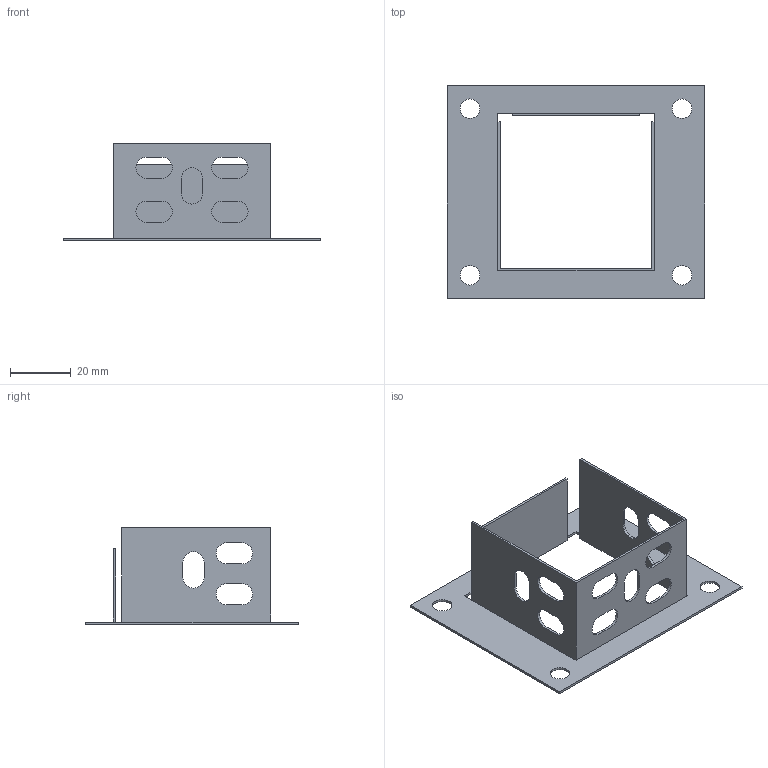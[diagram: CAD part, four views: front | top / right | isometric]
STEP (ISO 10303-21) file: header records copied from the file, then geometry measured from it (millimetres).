
FILE_DESCRIPTION (( 'STEP AP203' ), '1' );
FILE_NAME ('CLP1CF-050-050-M-HDZ Ñîåäèíèòåëüíûé ôëàíåö 50õ50 IEK HDZ.STEP', '2016-02-05T09:06:24', ( '' ), ( '' ), 'SwSTEP 2.0', 'SolidWorks 2014', '' );
FILE_SCHEMA (( 'CONFIG_CONTROL_DESIGN' ));
Length unit declared in the file: millimetre
Products named in the file (1): CLP1CF-050-050-M-HDZ Ñîåäèíèòåëüíûé ôëàíåö 50õ50 IEK HDZ
Bounding box: 85 x 70 x 32 mm (x, y, z)
Volume: 6483 mm3; surface area: 17214.6 mm2
Topology: 1 solids, 1 shells, 81 faces, 233 edges, 154 vertices
Faces by surface type: plane 53, cylinder 28
Full cylindrical faces by diameter (mm): 6.5 x4
Entity records: 2773 total; most frequent: CARTESIAN_POINT 474, ORIENTED_EDGE 458, DIRECTION 444, EDGE_CURVE 229, LINE 172, VECTOR 172, VERTEX_POINT 154, AXIS2_PLACEMENT_3D 136
